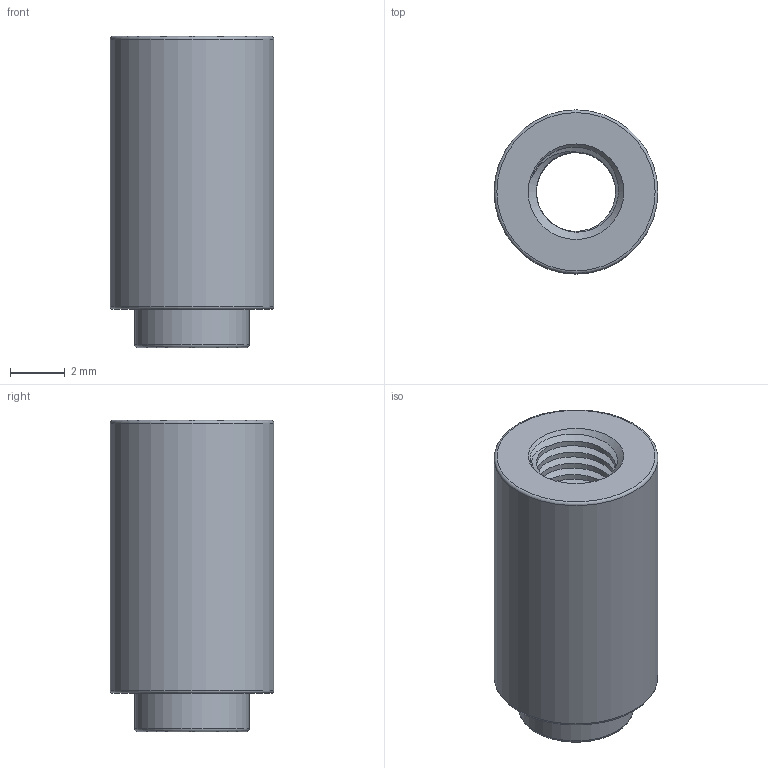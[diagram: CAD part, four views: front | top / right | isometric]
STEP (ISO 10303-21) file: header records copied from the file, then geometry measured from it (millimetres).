
FILE_DESCRIPTION(('FreeCAD Model'),'2;1');
FILE_NAME('Open CASCADE Shape Model','2024-12-08T12:35:42',(''),(''), 'Open CASCADE STEP processor 7.7','FreeCAD','Unknown');
FILE_SCHEMA(('AUTOMOTIVE_DESIGN { 1 0 10303 214 1 1 1 1 }'));
Length unit declared in the file: millimetre
Products named in the file (1): Body
Bounding box: 6 x 6 x 11.4 mm (x, y, z)
Volume: 218.2 mm3; surface area: 416.7 mm2
Topology: 1 solids, 1 shells, 58 faces, 183 edges, 128 vertices
Faces by surface type: bspline 46, plane 3, torus 3, cone 3, cylinder 3
Full cylindrical faces by diameter (mm): 4.2 x1, 6 x1
Entity records: 18520 total; most frequent: CARTESIAN_POINT 15682, ORIENTED_EDGE 366, PCURVE 366, DEFINITIONAL_REPRESENTATION 366, B_SPLINE_CURVE_WITH_KNOTS 355, DIRECTION 232, EDGE_CURVE 183, SURFACE_CURVE 176
